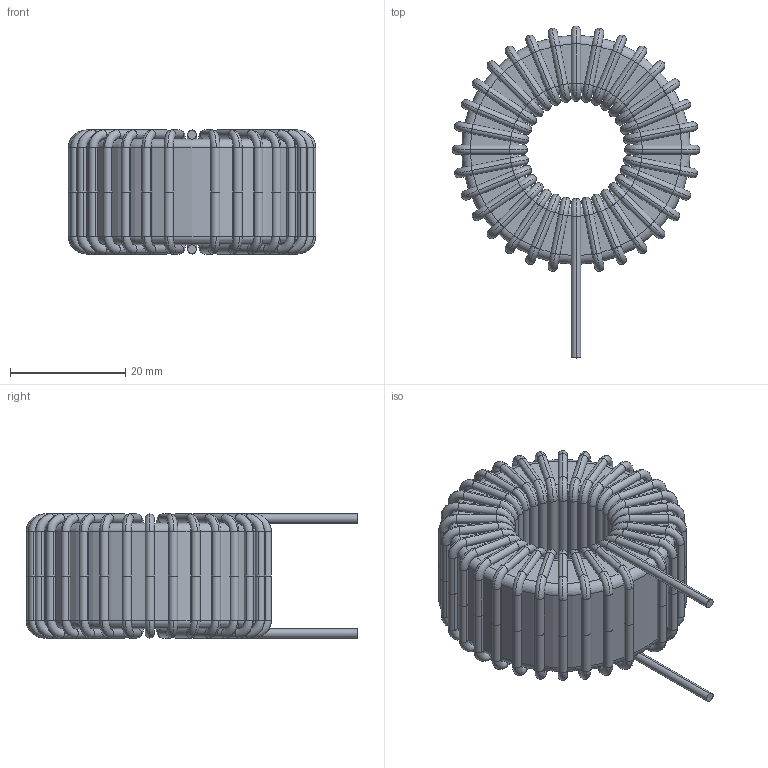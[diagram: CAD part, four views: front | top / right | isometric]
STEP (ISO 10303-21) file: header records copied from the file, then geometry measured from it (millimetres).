
FILE_DESCRIPTION (( 'STEP AP214' ), '1' );
FILE_NAME ('ATCA-08-251M-V.STEP', '2019-03-10T23:52:50', ( '' ), ( '' ), 'SwSTEP 2.0', 'SolidWorks 2017', '' );
FILE_SCHEMA (( 'AUTOMOTIVE_DESIGN' ));
Length unit declared in the file: millimetre
Products named in the file (1): ATCA-08-251M-V
Bounding box: 42.9 x 57.5 x 21.5 mm (x, y, z)
Volume: 20524.6 mm3; surface area: 14555.9 mm2
Topology: 33 solids, 33 shells, 584 faces, 1418 edges, 838 vertices
Faces by surface type: cylinder 320, torus 260, plane 4
Entity records: 17834 total; most frequent: DIRECTION 3686, CARTESIAN_POINT 2841, ORIENTED_EDGE 2836, AXIS2_PLACEMENT_3D 1683, EDGE_CURVE 1418, CIRCLE 1098, VERTEX_POINT 838, EDGE_LOOP 586
